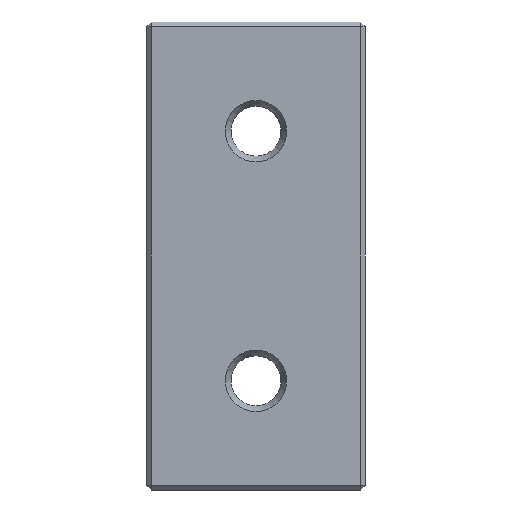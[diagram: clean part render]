
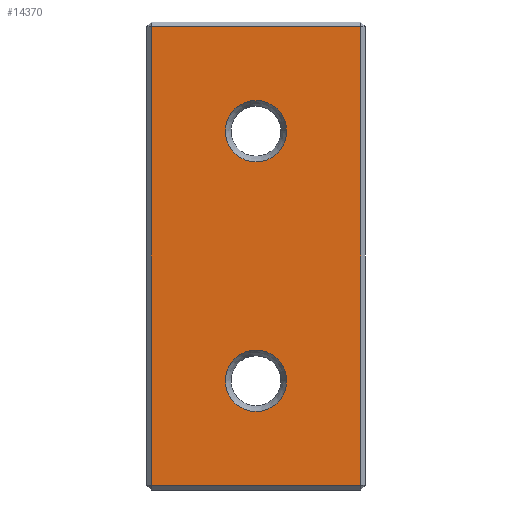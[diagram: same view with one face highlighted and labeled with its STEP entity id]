
A CAD part, front view. The second image highlights one B-rep face of the part: STEP entity #14370.
In plain terms, the highlighted planar face has unit normal (0, -1, 0).
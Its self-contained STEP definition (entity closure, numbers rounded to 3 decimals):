
#764 = PLANE('',#765);
#765 = AXIS2_PLACEMENT_3D('',#766,#767,#768);
#766 = CARTESIAN_POINT('',(-3.5,0.075,0.075));
#767 = DIRECTION('',(0.,0.707,0.707));
#768 = DIRECTION('',(1.,0.,0.));
#1129 = PLANE('',#1130);
#1130 = AXIS2_PLACEMENT_3D('',#1131,#1132,#1133);
#1131 = CARTESIAN_POINT('',(-3.5,0.075,14.925));
#1132 = DIRECTION('',(0.,-0.707,0.707
    ));
#1133 = DIRECTION('',(1.,0.,0.));
#1408 = VERTEX_POINT('',#1409);
#1409 = CARTESIAN_POINT('',(-3.35,0.,0.15));
#1430 = EDGE_CURVE('',#1408,#1431,#1433,.T.);
#1431 = VERTEX_POINT('',#1432);
#1432 = CARTESIAN_POINT('',(3.35,0.,0.15));
#1433 = SURFACE_CURVE('',#1434,(#1438,#1445),.PCURVE_S1.);
#1434 = LINE('',#1435,#1436);
#1435 = CARTESIAN_POINT('',(-3.5,0.,0.15));
#1436 = VECTOR('',#1437,1.);
#1437 = DIRECTION('',(1.,0.,0.));
#1438 = PCURVE('',#764,#1439);
#1439 = DEFINITIONAL_REPRESENTATION('',(#1440),#1444);
#1440 = LINE('',#1441,#1442);
#1441 = CARTESIAN_POINT('',(0.,-0.106));
#1442 = VECTOR('',#1443,1.);
#1443 = DIRECTION('',(1.,0.));
#1444 = ( GEOMETRIC_REPRESENTATION_CONTEXT(2) 
PARAMETRIC_REPRESENTATION_CONTEXT() REPRESENTATION_CONTEXT('2D SPACE',''
  ) );
#1445 = PCURVE('',#1446,#1451);
#1446 = PLANE('',#1447);
#1447 = AXIS2_PLACEMENT_3D('',#1448,#1449,#1450);
#1448 = CARTESIAN_POINT('',(-3.5,0.,0.));
#1449 = DIRECTION('',(0.,1.,0.));
#1450 = DIRECTION('',(1.,0.,0.));
#1451 = DEFINITIONAL_REPRESENTATION('',(#1452),#1456);
#1452 = LINE('',#1453,#1454);
#1453 = CARTESIAN_POINT('',(0.,-0.15));
#1454 = VECTOR('',#1455,1.);
#1455 = DIRECTION('',(1.,0.));
#1456 = ( GEOMETRIC_REPRESENTATION_CONTEXT(2) 
PARAMETRIC_REPRESENTATION_CONTEXT() REPRESENTATION_CONTEXT('2D SPACE',''
  ) );
#2002 = VERTEX_POINT('',#2003);
#2003 = CARTESIAN_POINT('',(-3.35,0.,14.85));
#2024 = EDGE_CURVE('',#2002,#2025,#2027,.T.);
#2025 = VERTEX_POINT('',#2026);
#2026 = CARTESIAN_POINT('',(3.35,0.,14.85));
#2027 = SURFACE_CURVE('',#2028,(#2032,#2039),.PCURVE_S1.);
#2028 = LINE('',#2029,#2030);
#2029 = CARTESIAN_POINT('',(-3.5,0.,14.85));
#2030 = VECTOR('',#2031,1.);
#2031 = DIRECTION('',(1.,0.,0.));
#2032 = PCURVE('',#1129,#2033);
#2033 = DEFINITIONAL_REPRESENTATION('',(#2034),#2038);
#2034 = LINE('',#2035,#2036);
#2035 = CARTESIAN_POINT('',(0.,-0.106));
#2036 = VECTOR('',#2037,1.);
#2037 = DIRECTION('',(1.,0.));
#2038 = ( GEOMETRIC_REPRESENTATION_CONTEXT(2) 
PARAMETRIC_REPRESENTATION_CONTEXT() REPRESENTATION_CONTEXT('2D SPACE',''
  ) );
#2039 = PCURVE('',#1446,#2040);
#2040 = DEFINITIONAL_REPRESENTATION('',(#2041),#2045);
#2041 = LINE('',#2042,#2043);
#2042 = CARTESIAN_POINT('',(0.,-14.85));
#2043 = VECTOR('',#2044,1.);
#2044 = DIRECTION('',(1.,0.));
#2045 = ( GEOMETRIC_REPRESENTATION_CONTEXT(2) 
PARAMETRIC_REPRESENTATION_CONTEXT() REPRESENTATION_CONTEXT('2D SPACE',''
  ) );
#2218 = PLANE('',#2219);
#2219 = AXIS2_PLACEMENT_3D('',#2220,#2221,#2222);
#2220 = CARTESIAN_POINT('',(-3.425,0.075,0.));
#2221 = DIRECTION('',(0.707,0.707,0.
    ));
#2222 = DIRECTION('',(0.,0.,1.));
#14370 = ADVANCED_FACE('',(#14371,#14422,#14453),#1446,.F.);
#14371 = FACE_BOUND('',#14372,.F.);
#14372 = EDGE_LOOP('',(#14373,#14394,#14395,#14421));
#14373 = ORIENTED_EDGE('',*,*,#14374,.T.);
#14374 = EDGE_CURVE('',#1408,#2002,#14375,.T.);
#14375 = SURFACE_CURVE('',#14376,(#14380,#14387),.PCURVE_S1.);
#14376 = LINE('',#14377,#14378);
#14377 = CARTESIAN_POINT('',(-3.35,0.,0.));
#14378 = VECTOR('',#14379,1.);
#14379 = DIRECTION('',(0.,0.,1.));
#14380 = PCURVE('',#1446,#14381);
#14381 = DEFINITIONAL_REPRESENTATION('',(#14382),#14386);
#14382 = LINE('',#14383,#14384);
#14383 = CARTESIAN_POINT('',(0.15,0.));
#14384 = VECTOR('',#14385,1.);
#14385 = DIRECTION('',(0.,-1.));
#14386 = ( GEOMETRIC_REPRESENTATION_CONTEXT(2) 
PARAMETRIC_REPRESENTATION_CONTEXT() REPRESENTATION_CONTEXT('2D SPACE',''
  ) );
#14387 = PCURVE('',#2218,#14388);
#14388 = DEFINITIONAL_REPRESENTATION('',(#14389),#14393);
#14389 = LINE('',#14390,#14391);
#14390 = CARTESIAN_POINT('',(0.,0.106));
#14391 = VECTOR('',#14392,1.);
#14392 = DIRECTION('',(1.,0.));
#14393 = ( GEOMETRIC_REPRESENTATION_CONTEXT(2) 
PARAMETRIC_REPRESENTATION_CONTEXT() REPRESENTATION_CONTEXT('2D SPACE',''
  ) );
#14394 = ORIENTED_EDGE('',*,*,#2024,.T.);
#14395 = ORIENTED_EDGE('',*,*,#14396,.F.);
#14396 = EDGE_CURVE('',#1431,#2025,#14397,.T.);
#14397 = SURFACE_CURVE('',#14398,(#14402,#14409),.PCURVE_S1.);
#14398 = LINE('',#14399,#14400);
#14399 = CARTESIAN_POINT('',(3.35,0.,0.));
#14400 = VECTOR('',#14401,1.);
#14401 = DIRECTION('',(0.,0.,1.));
#14402 = PCURVE('',#1446,#14403);
#14403 = DEFINITIONAL_REPRESENTATION('',(#14404),#14408);
#14404 = LINE('',#14405,#14406);
#14405 = CARTESIAN_POINT('',(6.85,0.));
#14406 = VECTOR('',#14407,1.);
#14407 = DIRECTION('',(0.,-1.));
#14408 = ( GEOMETRIC_REPRESENTATION_CONTEXT(2) 
PARAMETRIC_REPRESENTATION_CONTEXT() REPRESENTATION_CONTEXT('2D SPACE',''
  ) );
#14409 = PCURVE('',#14410,#14415);
#14410 = PLANE('',#14411);
#14411 = AXIS2_PLACEMENT_3D('',#14412,#14413,#14414);
#14412 = CARTESIAN_POINT('',(3.425,0.075,0.));
#14413 = DIRECTION('',(0.707,-0.707,
    0.));
#14414 = DIRECTION('',(0.,0.,-1.));
#14415 = DEFINITIONAL_REPRESENTATION('',(#14416),#14420);
#14416 = LINE('',#14417,#14418);
#14417 = CARTESIAN_POINT('',(0.,-0.106));
#14418 = VECTOR('',#14419,1.);
#14419 = DIRECTION('',(-1.,0.));
#14420 = ( GEOMETRIC_REPRESENTATION_CONTEXT(2) 
PARAMETRIC_REPRESENTATION_CONTEXT() REPRESENTATION_CONTEXT('2D SPACE',''
  ) );
#14421 = ORIENTED_EDGE('',*,*,#1430,.F.);
#14422 = FACE_BOUND('',#14423,.F.);
#14423 = EDGE_LOOP('',(#14424));
#14424 = ORIENTED_EDGE('',*,*,#14425,.F.);
#14425 = EDGE_CURVE('',#14426,#14426,#14428,.T.);
#14426 = VERTEX_POINT('',#14427);
#14427 = CARTESIAN_POINT('',(-0.985,0.,11.5));
#14428 = SURFACE_CURVE('',#14429,(#14434,#14441),.PCURVE_S1.);
#14429 = CIRCLE('',#14430,0.985);
#14430 = AXIS2_PLACEMENT_3D('',#14431,#14432,#14433);
#14431 = CARTESIAN_POINT('',(0.,0.,11.5));
#14432 = DIRECTION('',(0.,1.,0.));
#14433 = DIRECTION('',(-1.,0.,0.));
#14434 = PCURVE('',#1446,#14435);
#14435 = DEFINITIONAL_REPRESENTATION('',(#14436),#14440);
#14436 = CIRCLE('',#14437,0.985);
#14437 = AXIS2_PLACEMENT_2D('',#14438,#14439);
#14438 = CARTESIAN_POINT('',(3.5,-11.5));
#14439 = DIRECTION('',(-1.,0.));
#14440 = ( GEOMETRIC_REPRESENTATION_CONTEXT(2) 
PARAMETRIC_REPRESENTATION_CONTEXT() REPRESENTATION_CONTEXT('2D SPACE',''
  ) );
#14441 = PCURVE('',#14442,#14447);
#14442 = CONICAL_SURFACE('',#14443,0.985,0.524);
#14443 = AXIS2_PLACEMENT_3D('',#14444,#14445,#14446);
#14444 = CARTESIAN_POINT('',(0.,0.,11.5));
#14445 = DIRECTION('',(0.,-1.,0.));
#14446 = DIRECTION('',(-1.,0.,0.));
#14447 = DEFINITIONAL_REPRESENTATION('',(#14448),#14452);
#14448 = LINE('',#14449,#14450);
#14449 = CARTESIAN_POINT('',(0.,0.));
#14450 = VECTOR('',#14451,1.);
#14451 = DIRECTION('',(-1.,0.));
#14452 = ( GEOMETRIC_REPRESENTATION_CONTEXT(2) 
PARAMETRIC_REPRESENTATION_CONTEXT() REPRESENTATION_CONTEXT('2D SPACE',''
  ) );
#14453 = FACE_BOUND('',#14454,.F.);
#14454 = EDGE_LOOP('',(#14455));
#14455 = ORIENTED_EDGE('',*,*,#14456,.F.);
#14456 = EDGE_CURVE('',#14457,#14457,#14459,.T.);
#14457 = VERTEX_POINT('',#14458);
#14458 = CARTESIAN_POINT('',(-0.985,0.,3.5));
#14459 = SURFACE_CURVE('',#14460,(#14465,#14472),.PCURVE_S1.);
#14460 = CIRCLE('',#14461,0.985);
#14461 = AXIS2_PLACEMENT_3D('',#14462,#14463,#14464);
#14462 = CARTESIAN_POINT('',(0.,0.,3.5));
#14463 = DIRECTION('',(0.,1.,0.));
#14464 = DIRECTION('',(-1.,0.,0.));
#14465 = PCURVE('',#1446,#14466);
#14466 = DEFINITIONAL_REPRESENTATION('',(#14467),#14471);
#14467 = CIRCLE('',#14468,0.985);
#14468 = AXIS2_PLACEMENT_2D('',#14469,#14470);
#14469 = CARTESIAN_POINT('',(3.5,-3.5));
#14470 = DIRECTION('',(-1.,0.));
#14471 = ( GEOMETRIC_REPRESENTATION_CONTEXT(2) 
PARAMETRIC_REPRESENTATION_CONTEXT() REPRESENTATION_CONTEXT('2D SPACE',''
  ) );
#14472 = PCURVE('',#14473,#14478);
#14473 = CONICAL_SURFACE('',#14474,0.985,0.524);
#14474 = AXIS2_PLACEMENT_3D('',#14475,#14476,#14477);
#14475 = CARTESIAN_POINT('',(0.,0.,3.5));
#14476 = DIRECTION('',(0.,-1.,0.));
#14477 = DIRECTION('',(-1.,0.,0.));
#14478 = DEFINITIONAL_REPRESENTATION('',(#14479),#14483);
#14479 = LINE('',#14480,#14481);
#14480 = CARTESIAN_POINT('',(0.,0.));
#14481 = VECTOR('',#14482,1.);
#14482 = DIRECTION('',(-1.,0.));
#14483 = ( GEOMETRIC_REPRESENTATION_CONTEXT(2) 
PARAMETRIC_REPRESENTATION_CONTEXT() REPRESENTATION_CONTEXT('2D SPACE',''
  ) );
